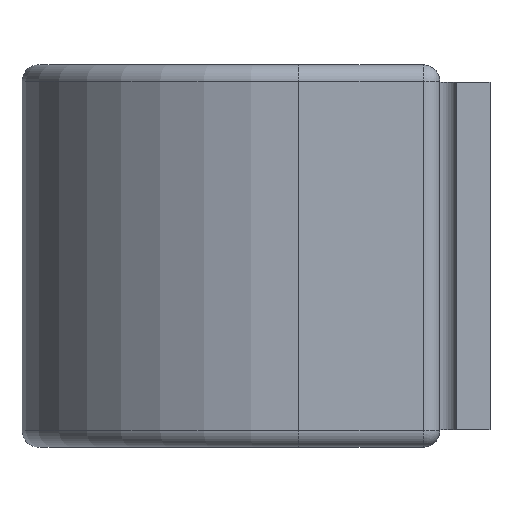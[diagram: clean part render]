
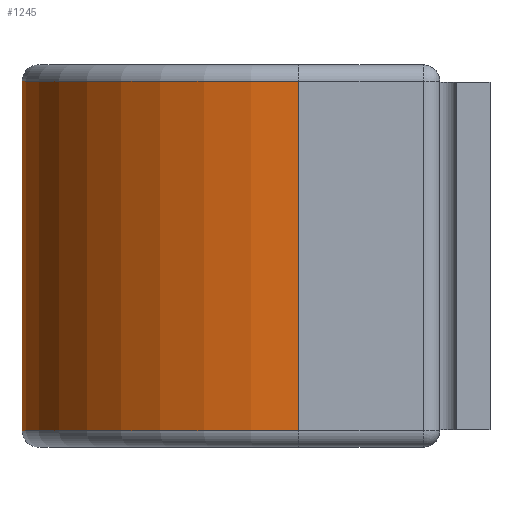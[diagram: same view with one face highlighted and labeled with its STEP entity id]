
A CAD part, left-side view. The second image highlights one B-rep face of the part: STEP entity #1245.
In plain terms, the highlighted cylindrical face has radius 12.636 mm (diameter 25.273 mm), a partial arc.
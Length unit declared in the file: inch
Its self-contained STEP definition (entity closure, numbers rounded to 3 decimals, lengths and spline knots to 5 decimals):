
#22 = CARTESIAN_POINT ( 'NONE',  ( 1.8095, 0.34375, -0.31375 ) ) ;
#36 = AXIS2_PLACEMENT_3D ( 'NONE', #1694, #783, #1855 ) ;
#58 = CIRCLE ( 'NONE', #36, 0.4975 ) ;
#63 = VERTEX_POINT ( 'NONE', #22 ) ;
#371 = CARTESIAN_POINT ( 'NONE',  ( 1.8095, 0.34375, -0.31375 ) ) ;
#374 = ORIENTED_EDGE ( 'NONE', *, *, #566, .F. ) ;
#499 = CIRCLE ( 'NONE', #1792, 0.4975 ) ;
#502 = CARTESIAN_POINT ( 'NONE',  ( 1.8095, 0.34375, 0.31375 ) ) ;
#566 = EDGE_CURVE ( 'NONE', #1123, #694, #499, .T. ) ;
#653 = ORIENTED_EDGE ( 'NONE', *, *, #1115, .F. ) ;
#694 = VERTEX_POINT ( 'NONE', #1789 ) ;
#700 = CARTESIAN_POINT ( 'NONE',  ( 1.312, 0.34375, 0.31375 ) ) ;
#704 = CARTESIAN_POINT ( 'NONE',  ( 1.312, 0.34375, 0.3125 ) ) ;
#740 = LINE ( 'NONE', #1350, #764 ) ;
#756 = EDGE_CURVE ( 'NONE', #1450, #694, #740, .T. ) ;
#764 = VECTOR ( 'NONE', #1810, 39.37008 ) ;
#770 = ORIENTED_EDGE ( 'NONE', *, *, #912, .T. ) ;
#783 = DIRECTION ( 'NONE',  ( 0., 0., 1. ) ) ;
#829 = FACE_OUTER_BOUND ( 'NONE', #1600, .T. ) ;
#856 = DIRECTION ( 'NONE',  ( 1., 0., 0. ) ) ;
#864 = VECTOR ( 'NONE', #1745, 39.37008 ) ;
#892 = CYLINDRICAL_SURFACE ( 'NONE', #1544, 0.4975 ) ;
#912 = EDGE_CURVE ( 'NONE', #63, #1450, #58, .T. ) ;
#1115 = EDGE_CURVE ( 'NONE', #63, #1123, #1840, .T. ) ;
#1123 = VERTEX_POINT ( 'NONE', #502 ) ;
#1192 = CARTESIAN_POINT ( 'NONE',  ( 0.8145, 0.34375, -0.31375 ) ) ;
#1245 = ADVANCED_FACE ( 'NONE', ( #829 ), #892, .T. ) ;
#1350 = CARTESIAN_POINT ( 'NONE',  ( 0.8145, 0.34375, -0.31375 ) ) ;
#1362 = ORIENTED_EDGE ( 'NONE', *, *, #756, .T. ) ;
#1450 = VERTEX_POINT ( 'NONE', #1192 ) ;
#1478 = DIRECTION ( 'NONE',  ( 1., 0., 0. ) ) ;
#1544 = AXIS2_PLACEMENT_3D ( 'NONE', #704, #1769, #1478 ) ;
#1600 = EDGE_LOOP ( 'NONE', ( #653, #770, #1362, #374 ) ) ;
#1694 = CARTESIAN_POINT ( 'NONE',  ( 1.312, 0.34375, -0.31375 ) ) ;
#1745 = DIRECTION ( 'NONE',  ( 0., 0., 1. ) ) ;
#1765 = DIRECTION ( 'NONE',  ( 0., 0., 1. ) ) ;
#1769 = DIRECTION ( 'NONE',  ( 0., 0., 1. ) ) ;
#1789 = CARTESIAN_POINT ( 'NONE',  ( 0.8145, 0.34375, 0.31375 ) ) ;
#1792 = AXIS2_PLACEMENT_3D ( 'NONE', #700, #1765, #856 ) ;
#1810 = DIRECTION ( 'NONE',  ( 0., 0., 1. ) ) ;
#1840 = LINE ( 'NONE', #371, #864 ) ;
#1855 = DIRECTION ( 'NONE',  ( 1., 0., 0. ) ) ;
